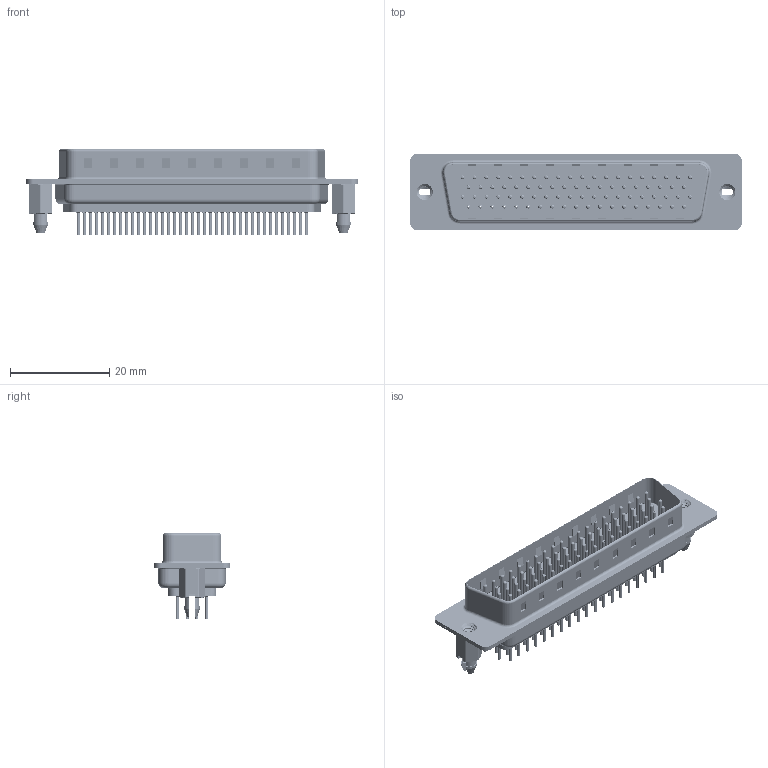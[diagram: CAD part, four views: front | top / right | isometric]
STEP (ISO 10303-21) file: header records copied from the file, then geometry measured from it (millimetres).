
FILE_DESCRIPTION (( 'STEP AP203' ), '1' );
FILE_NAME ('637-078-330-046.STEP', '2020-07-18T05:40:03', ( '' ), ( '' ), 'SwSTEP 2.0', 'SolidWorks 2020', '' );
FILE_SCHEMA (( 'CONFIG_CONTROL_DESIGN' ));
Length unit declared in the file: millimetre
Products named in the file (9): 637 Shell Front_78 Contacts; 637 Housing_78 Contacts; 637-078-330-046; 637 4-40 Threaded Boardlock_LP; 637 Contact Row 78_30; 637 Contact Row 2_30; 637 Contact Row 3_30; 637 Shell Rear_78 Contacts; 637 Contact Row 1_30
Assembly tree (83 placements, depth 2):
  637-078-330-046
    637 Housing_78 Contacts
    637 Shell Front_78 Contacts
    637 Shell Rear_78 Contacts
    637 Contact Row 1_30  x19
    637 Contact Row 2_30  x20
    637 Contact Row 3_30  x19
    637 Contact Row 78_30  x20
    637 4-40 Threaded Boardlock_LP  x2
Bounding box: 67 x 15.4 x 17.25 mm (x, y, z)
Volume: 4448.4 mm3; surface area: 16149.9 mm2
Topology: 83 solids, 83 shells, 8286 faces, 21959 edges, 13536 vertices
Faces by surface type: cylinder 3059, torus 2312, plane 2107, cone 802, bspline 6
Entity records: 47757 total; most frequent: CARTESIAN_POINT 9685, DIRECTION 7959, ORIENTED_EDGE 6904, EDGE_CURVE 3452, AXIS2_PLACEMENT_3D 3242, VERTEX_POINT 2224, EDGE_LOOP 1778, CIRCLE 1751
